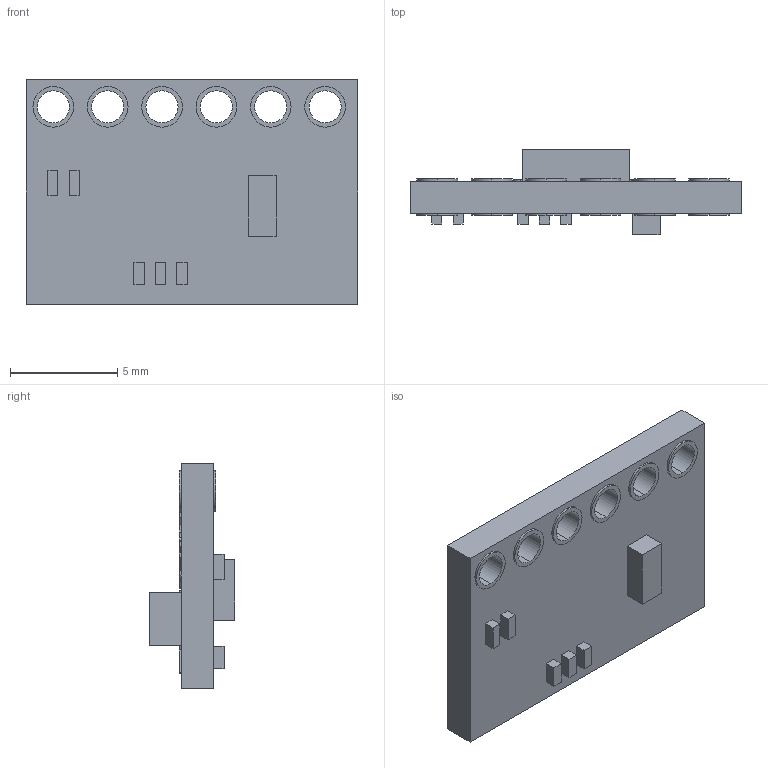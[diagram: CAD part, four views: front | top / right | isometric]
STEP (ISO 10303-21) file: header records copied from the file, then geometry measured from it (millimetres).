
FILE_DESCRIPTION (( 'STEP AP214' ), '1' );
FILE_NAME ('VL53l1X-noHoles.STEP', '2024-04-10T09:04:53', ( '' ), ( '' ), 'SwSTEP 2.0', 'SolidWorks 2021', '' );
FILE_SCHEMA (( 'AUTOMOTIVE_DESIGN' ));
Length unit declared in the file: millimetre
Products named in the file (1): VL53l1X-noHoles
Bounding box: 15.5 x 4 x 10.5 mm (x, y, z)
Volume: 254.1 mm3; surface area: 493.3 mm2
Topology: 1 solids, 1 shells, 472 faces, 1230 edges, 820 vertices
Faces by surface type: plane 300, bspline 136, cylinder 36
Entity records: 22454 total; most frequent: CARTESIAN_POINT 10963, ORIENTED_EDGE 2460, DIRECTION 1704, EDGE_CURVE 1230, LINE 886, VECTOR 886, VERTEX_POINT 820, EDGE_LOOP 544
